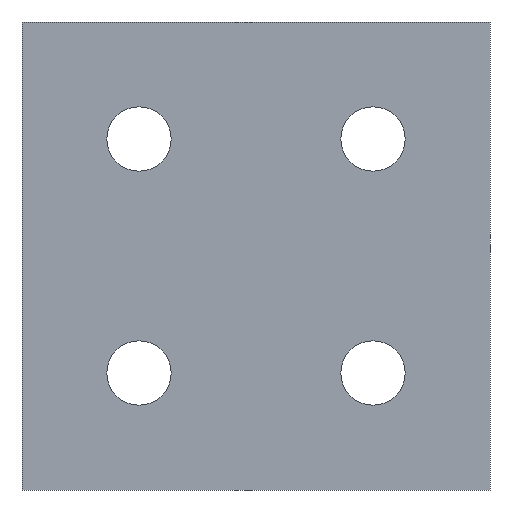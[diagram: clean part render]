
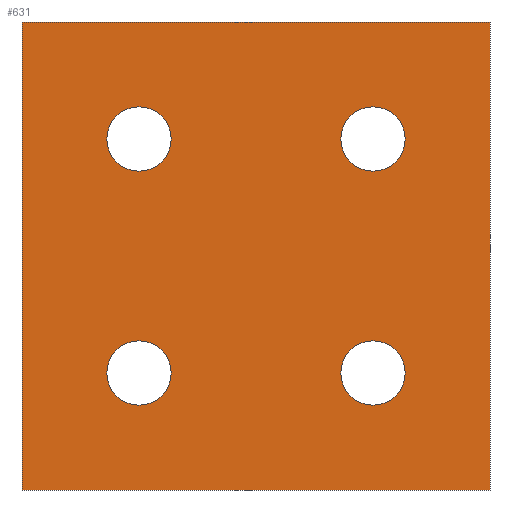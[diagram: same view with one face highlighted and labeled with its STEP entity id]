
A CAD part, front view. The second image highlights one B-rep face of the part: STEP entity #631.
In plain terms, the highlighted planar face has unit normal (0, -1, 0).
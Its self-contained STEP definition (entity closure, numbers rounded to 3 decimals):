
#29 = CIRCLE ( 'NONE', #981, 2.75 ) ;
#32 = CARTESIAN_POINT ( 'NONE',  ( 40., 0., 0. ) ) ;
#43 = AXIS2_PLACEMENT_3D ( 'NONE', #315, #462, #872 ) ;
#64 = FACE_BOUND ( 'NONE', #583, .T. ) ;
#73 = CARTESIAN_POINT ( 'NONE',  ( 0., 0., -40. ) ) ;
#87 = DIRECTION ( 'NONE',  ( 0., 0., 1. ) ) ;
#89 = VERTEX_POINT ( 'NONE', #554 ) ;
#91 = LINE ( 'NONE', #73, #368 ) ;
#92 = CARTESIAN_POINT ( 'NONE',  ( 10., 0., -12.75 ) ) ;
#139 = FACE_BOUND ( 'NONE', #541, .T. ) ;
#152 = DIRECTION ( 'NONE',  ( 0., 0., 1. ) ) ;
#154 = EDGE_CURVE ( 'NONE', #810, #849, #909, .T. ) ;
#160 = VECTOR ( 'NONE', #542, 1000. ) ;
#161 = VERTEX_POINT ( 'NONE', #92 ) ;
#165 = EDGE_CURVE ( 'NONE', #89, #611, #593, .T. ) ;
#170 = CARTESIAN_POINT ( 'NONE',  ( 30., 0., -32.75 ) ) ;
#199 = CARTESIAN_POINT ( 'NONE',  ( 30., 0., -7.25 ) ) ;
#223 = VECTOR ( 'NONE', #533, 1000. ) ;
#230 = EDGE_CURVE ( 'NONE', #314, #161, #397, .T. ) ;
#231 = CARTESIAN_POINT ( 'NONE',  ( 0., 0., 0. ) ) ;
#237 = VECTOR ( 'NONE', #334, 1000. ) ;
#239 = ORIENTED_EDGE ( 'NONE', *, *, #863, .T. ) ;
#259 = CARTESIAN_POINT ( 'NONE',  ( 10., 0., -10. ) ) ;
#260 = CIRCLE ( 'NONE', #425, 2.75 ) ;
#262 = CARTESIAN_POINT ( 'NONE',  ( 30., 0., -10. ) ) ;
#263 = CIRCLE ( 'NONE', #574, 2.75 ) ;
#266 = DIRECTION ( 'NONE',  ( 0., 0., 1. ) ) ;
#283 = ORIENTED_EDGE ( 'NONE', *, *, #230, .T. ) ;
#297 = ORIENTED_EDGE ( 'NONE', *, *, #723, .T. ) ;
#310 = ORIENTED_EDGE ( 'NONE', *, *, #465, .T. ) ;
#314 = VERTEX_POINT ( 'NONE', #405 ) ;
#315 = CARTESIAN_POINT ( 'NONE',  ( 0., 0., 0. ) ) ;
#327 = DIRECTION ( 'NONE',  ( 0., 1., 0. ) ) ;
#334 = DIRECTION ( 'NONE',  ( 0., 0., -1. ) ) ;
#349 = EDGE_CURVE ( 'NONE', #1007, #690, #410, .T. ) ;
#353 = ORIENTED_EDGE ( 'NONE', *, *, #753, .F. ) ;
#360 = VERTEX_POINT ( 'NONE', #1002 ) ;
#368 = VECTOR ( 'NONE', #694, 1000. ) ;
#374 = ORIENTED_EDGE ( 'NONE', *, *, #349, .F. ) ;
#376 = DIRECTION ( 'NONE',  ( 0., 1., 0. ) ) ;
#380 = DIRECTION ( 'NONE',  ( 0., 1., 0. ) ) ;
#385 = CARTESIAN_POINT ( 'NONE',  ( 40., 0., -40. ) ) ;
#397 = CIRCLE ( 'NONE', #701, 2.75 ) ;
#405 = CARTESIAN_POINT ( 'NONE',  ( 10., 0., -7.25 ) ) ;
#406 = EDGE_CURVE ( 'NONE', #461, #853, #446, .T. ) ;
#410 = LINE ( 'NONE', #32, #237 ) ;
#417 = EDGE_LOOP ( 'NONE', ( #239, #283 ) ) ;
#425 = AXIS2_PLACEMENT_3D ( 'NONE', #586, #828, #984 ) ;
#435 = ORIENTED_EDGE ( 'NONE', *, *, #639, .F. ) ;
#446 = CIRCLE ( 'NONE', #466, 2.75 ) ;
#447 = FACE_OUTER_BOUND ( 'NONE', #946, .T. ) ;
#458 = CARTESIAN_POINT ( 'NONE',  ( 30., 0., -30. ) ) ;
#461 = VERTEX_POINT ( 'NONE', #199 ) ;
#462 = DIRECTION ( 'NONE',  ( 0., -1., 0. ) ) ;
#464 = AXIS2_PLACEMENT_3D ( 'NONE', #458, #380, #87 ) ;
#465 = EDGE_CURVE ( 'NONE', #849, #810, #260, .T. ) ;
#466 = AXIS2_PLACEMENT_3D ( 'NONE', #262, #577, #266 ) ;
#468 = AXIS2_PLACEMENT_3D ( 'NONE', #259, #903, #821 ) ;
#473 = LINE ( 'NONE', #796, #223 ) ;
#483 = CARTESIAN_POINT ( 'NONE',  ( 10., 0., -10. ) ) ;
#493 = CARTESIAN_POINT ( 'NONE',  ( 30., 0., -12.75 ) ) ;
#503 = DIRECTION ( 'NONE',  ( 0., 0., 1. ) ) ;
#517 = EDGE_LOOP ( 'NONE', ( #624, #685 ) ) ;
#533 = DIRECTION ( 'NONE',  ( 0., 0., 1. ) ) ;
#541 = EDGE_LOOP ( 'NONE', ( #825, #297 ) ) ;
#542 = DIRECTION ( 'NONE',  ( 1., 0., 0. ) ) ;
#548 = DIRECTION ( 'NONE',  ( 0., 0., 1. ) ) ;
#549 = AXIS2_PLACEMENT_3D ( 'NONE', #703, #376, #548 ) ;
#551 = CARTESIAN_POINT ( 'NONE',  ( 40., 0., 0. ) ) ;
#552 = VERTEX_POINT ( 'NONE', #683 ) ;
#554 = CARTESIAN_POINT ( 'NONE',  ( 10., 0., -32.75 ) ) ;
#564 = EDGE_CURVE ( 'NONE', #853, #461, #263, .T. ) ;
#574 = AXIS2_PLACEMENT_3D ( 'NONE', #927, #582, #503 ) ;
#577 = DIRECTION ( 'NONE',  ( 0., 1., 0. ) ) ;
#582 = DIRECTION ( 'NONE',  ( 0., 1., 0. ) ) ;
#583 = EDGE_LOOP ( 'NONE', ( #943, #310 ) ) ;
#586 = CARTESIAN_POINT ( 'NONE',  ( 30., 0., -30. ) ) ;
#593 = CIRCLE ( 'NONE', #549, 2.75 ) ;
#611 = VERTEX_POINT ( 'NONE', #661 ) ;
#615 = DIRECTION ( 'NONE',  ( 0., 1., 0. ) ) ;
#624 = ORIENTED_EDGE ( 'NONE', *, *, #564, .T. ) ;
#631 = ADVANCED_FACE ( 'NONE', ( #985, #139, #447, #64, #688 ), #785, .T. ) ;
#639 = EDGE_CURVE ( 'NONE', #690, #360, #91, .T. ) ;
#661 = CARTESIAN_POINT ( 'NONE',  ( 10., 0., -27.25 ) ) ;
#683 = CARTESIAN_POINT ( 'NONE',  ( 0., 0., 0. ) ) ;
#685 = ORIENTED_EDGE ( 'NONE', *, *, #406, .T. ) ;
#688 = FACE_BOUND ( 'NONE', #417, .T. ) ;
#690 = VERTEX_POINT ( 'NONE', #385 ) ;
#694 = DIRECTION ( 'NONE',  ( -1., 0., 0. ) ) ;
#696 = EDGE_CURVE ( 'NONE', #552, #1007, #776, .T. ) ;
#701 = AXIS2_PLACEMENT_3D ( 'NONE', #483, #327, #960 ) ;
#703 = CARTESIAN_POINT ( 'NONE',  ( 10., 0., -30. ) ) ;
#723 = EDGE_CURVE ( 'NONE', #611, #89, #29, .T. ) ;
#732 = CIRCLE ( 'NONE', #468, 2.75 ) ;
#753 = EDGE_CURVE ( 'NONE', #360, #552, #473, .T. ) ;
#776 = LINE ( 'NONE', #231, #160 ) ;
#785 = PLANE ( 'NONE',  #43 ) ;
#796 = CARTESIAN_POINT ( 'NONE',  ( 0., 0., 0. ) ) ;
#810 = VERTEX_POINT ( 'NONE', #170 ) ;
#821 = DIRECTION ( 'NONE',  ( 0., 0., 1. ) ) ;
#825 = ORIENTED_EDGE ( 'NONE', *, *, #165, .T. ) ;
#828 = DIRECTION ( 'NONE',  ( 0., 1., 0. ) ) ;
#849 = VERTEX_POINT ( 'NONE', #973 ) ;
#853 = VERTEX_POINT ( 'NONE', #493 ) ;
#860 = CARTESIAN_POINT ( 'NONE',  ( 10., 0., -30. ) ) ;
#863 = EDGE_CURVE ( 'NONE', #161, #314, #732, .T. ) ;
#872 = DIRECTION ( 'NONE',  ( 0., 0., -1. ) ) ;
#903 = DIRECTION ( 'NONE',  ( 0., 1., 0. ) ) ;
#909 = CIRCLE ( 'NONE', #464, 2.75 ) ;
#927 = CARTESIAN_POINT ( 'NONE',  ( 30., 0., -10. ) ) ;
#943 = ORIENTED_EDGE ( 'NONE', *, *, #154, .T. ) ;
#946 = EDGE_LOOP ( 'NONE', ( #353, #435, #374, #986 ) ) ;
#960 = DIRECTION ( 'NONE',  ( 0., 0., 1. ) ) ;
#973 = CARTESIAN_POINT ( 'NONE',  ( 30., 0., -27.25 ) ) ;
#981 = AXIS2_PLACEMENT_3D ( 'NONE', #860, #615, #152 ) ;
#984 = DIRECTION ( 'NONE',  ( 0., 0., 1. ) ) ;
#985 = FACE_BOUND ( 'NONE', #517, .T. ) ;
#986 = ORIENTED_EDGE ( 'NONE', *, *, #696, .F. ) ;
#1002 = CARTESIAN_POINT ( 'NONE',  ( 0., 0., -40. ) ) ;
#1007 = VERTEX_POINT ( 'NONE', #551 ) ;
